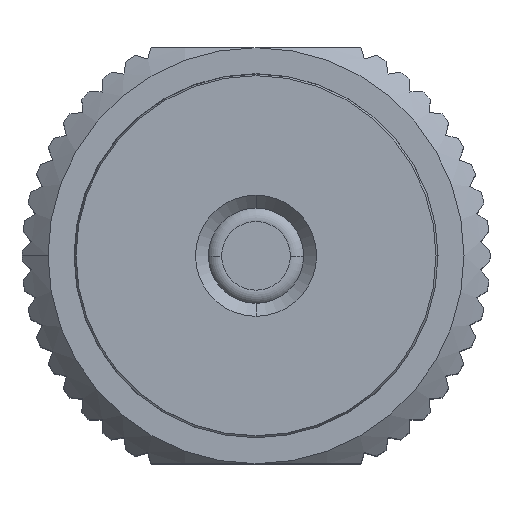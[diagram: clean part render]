
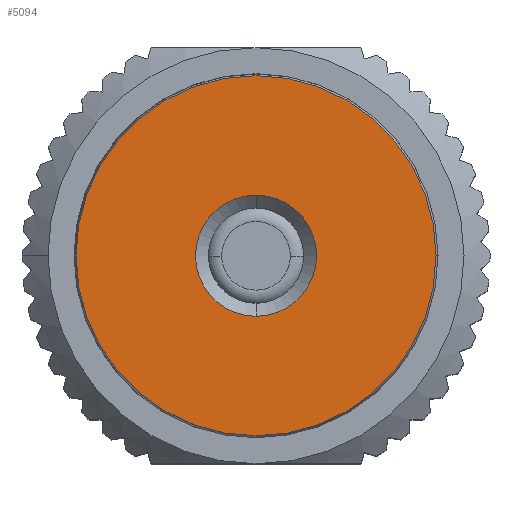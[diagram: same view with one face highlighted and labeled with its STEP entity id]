
A CAD part, top view. The second image highlights one B-rep face of the part: STEP entity #5094.
In plain terms, the highlighted planar face has unit normal (0, 0, 1).
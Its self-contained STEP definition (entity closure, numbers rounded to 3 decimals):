
#200 = CARTESIAN_POINT ( 'NONE',  ( 2.452, 8.974, 15.216 ) ) ;
#365 = VERTEX_POINT ( 'NONE', #5344 ) ;
#776 = EDGE_CURVE ( 'NONE', #8188, #3256, #1283, .T. ) ;
#816 = DIRECTION ( 'NONE',  ( 0., 0., -1. ) ) ;
#884 = DIRECTION ( 'NONE',  ( 0., -1., 0. ) ) ;
#1051 = CARTESIAN_POINT ( 'NONE',  ( 2.452, 6.645, 15.216 ) ) ;
#1236 = FACE_OUTER_BOUND ( 'NONE', #9175, .T. ) ;
#1283 = CIRCLE ( 'NONE', #6888, 2.329 ) ;
#1557 = EDGE_CURVE ( 'NONE', #3256, #8188, #5965, .T. ) ;
#1617 = CIRCLE ( 'NONE', #6214, 6.925 ) ;
#1642 = ORIENTED_EDGE ( 'NONE', *, *, #776, .T. ) ;
#1693 = DIRECTION ( 'NONE',  ( 0., -1., 0. ) ) ;
#1708 = AXIS2_PLACEMENT_3D ( 'NONE', #200, #3139, #3779 ) ;
#1793 = VERTEX_POINT ( 'NONE', #3003 ) ;
#2335 = DIRECTION ( 'NONE',  ( 0., 0., 1. ) ) ;
#3003 = CARTESIAN_POINT ( 'NONE',  ( 2.452, 15.899, 15.216 ) ) ;
#3092 = ORIENTED_EDGE ( 'NONE', *, *, #1557, .T. ) ;
#3139 = DIRECTION ( 'NONE',  ( 0., 0., 1. ) ) ;
#3161 = FACE_BOUND ( 'NONE', #5202, .T. ) ;
#3256 = VERTEX_POINT ( 'NONE', #1051 ) ;
#3779 = DIRECTION ( 'NONE',  ( 0., -1., 0. ) ) ;
#3852 = ORIENTED_EDGE ( 'NONE', *, *, #7449, .T. ) ;
#4280 = AXIS2_PLACEMENT_3D ( 'NONE', #7324, #816, #5024 ) ;
#4403 = CARTESIAN_POINT ( 'NONE',  ( 2.452, 8.974, 15.216 ) ) ;
#5024 = DIRECTION ( 'NONE',  ( 0., -1., 0. ) ) ;
#5026 = CIRCLE ( 'NONE', #1708, 6.925 ) ;
#5094 = ADVANCED_FACE ( 'NONE', ( #3161, #1236 ), #5215, .T. ) ;
#5202 = EDGE_LOOP ( 'NONE', ( #3092, #1642 ) ) ;
#5215 = PLANE ( 'NONE',  #7917 ) ;
#5344 = CARTESIAN_POINT ( 'NONE',  ( 2.452, 2.049, 15.216 ) ) ;
#5511 = ORIENTED_EDGE ( 'NONE', *, *, #6394, .T. ) ;
#5965 = CIRCLE ( 'NONE', #4280, 2.329 ) ;
#5968 = DIRECTION ( 'NONE',  ( 0., 0., 1. ) ) ;
#6018 = CARTESIAN_POINT ( 'NONE',  ( 2.452, 8.974, 15.216 ) ) ;
#6214 = AXIS2_PLACEMENT_3D ( 'NONE', #6018, #2335, #1693 ) ;
#6394 = EDGE_CURVE ( 'NONE', #1793, #365, #5026, .T. ) ;
#6449 = CARTESIAN_POINT ( 'NONE',  ( 2.452, 11.303, 15.216 ) ) ;
#6888 = AXIS2_PLACEMENT_3D ( 'NONE', #4403, #7292, #8014 ) ;
#7292 = DIRECTION ( 'NONE',  ( 0., 0., -1. ) ) ;
#7324 = CARTESIAN_POINT ( 'NONE',  ( 2.452, 8.974, 15.216 ) ) ;
#7449 = EDGE_CURVE ( 'NONE', #365, #1793, #1617, .T. ) ;
#7917 = AXIS2_PLACEMENT_3D ( 'NONE', #8913, #5968, #884 ) ;
#8014 = DIRECTION ( 'NONE',  ( 0., -1., 0. ) ) ;
#8188 = VERTEX_POINT ( 'NONE', #6449 ) ;
#8913 = CARTESIAN_POINT ( 'NONE',  ( 2.452, 8.974, 15.216 ) ) ;
#9175 = EDGE_LOOP ( 'NONE', ( #5511, #3852 ) ) ;
